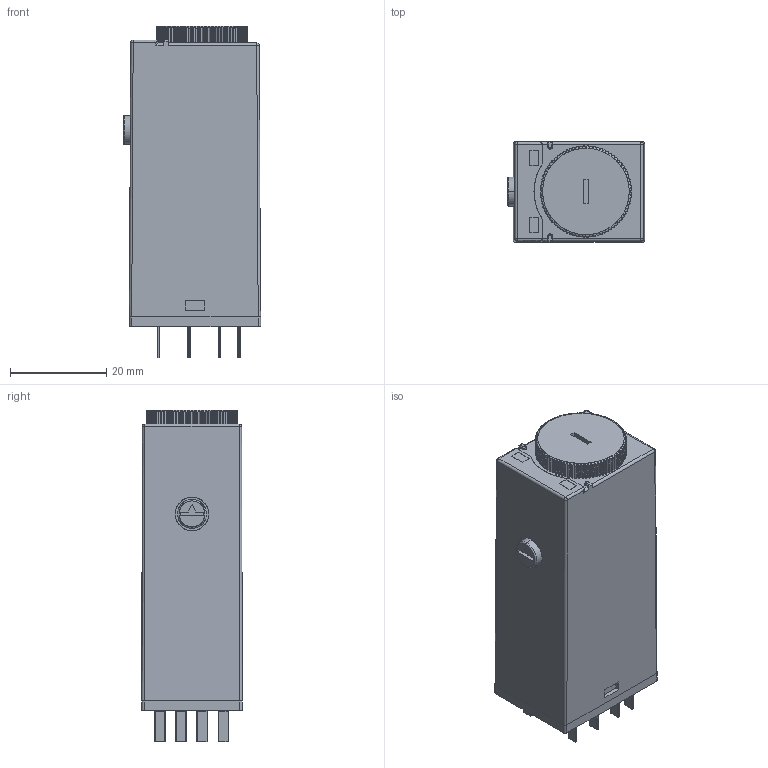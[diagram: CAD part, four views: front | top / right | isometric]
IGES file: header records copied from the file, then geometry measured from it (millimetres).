
Start section: SolidWorks IGES file using analytic representation for surfaces
Global section: file name: T-R4.IGS; native system: SolidWorks 2012; preprocessor: SolidWorks 2012; author: pikusl; date: 140912.081408; units: millimetre
Bounding box: 28.52 x 20.95 x 69 mm (x, y, z)
Surface area: 7736.1 mm2 (no closed solid volume)
Topology: 0 solids, 0 shells, 714 faces, 5024 edges, 4964 vertices
Faces by surface type: bspline 369, revolution 345
